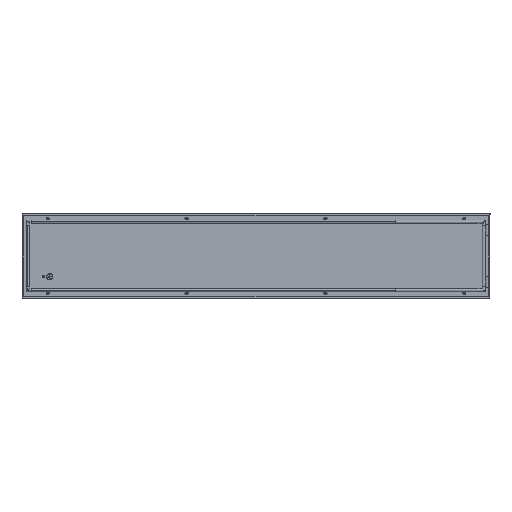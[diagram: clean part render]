
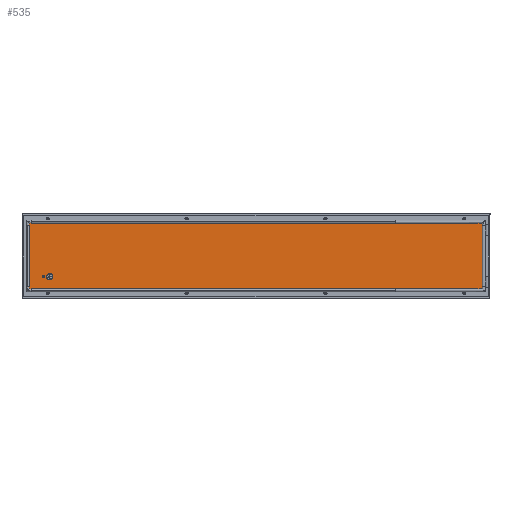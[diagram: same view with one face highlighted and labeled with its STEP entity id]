
A CAD part, top view. The second image highlights one B-rep face of the part: STEP entity #535.
In plain terms, the highlighted planar face has unit normal (0, 0, 1).
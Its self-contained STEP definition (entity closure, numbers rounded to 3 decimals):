
#9 = DIRECTION ( 'NONE',  ( -0.258, -0.966, 0. ) ) ;
#229 = VERTEX_POINT ( 'NONE', #1635 ) ;
#313 = ORIENTED_EDGE ( 'NONE', *, *, #4239, .T. ) ;
#402 = LINE ( 'NONE', #1024, #3928 ) ;
#459 = FACE_BOUND ( 'NONE', #4680, .T. ) ;
#535 = ADVANCED_FACE ( 'NONE', ( #459, #5846, #1143 ), #3877, .T. ) ;
#536 = DIRECTION ( 'NONE',  ( 0., -1., 0. ) ) ;
#799 = LINE ( 'NONE', #7415, #6573 ) ;
#842 = EDGE_CURVE ( 'NONE', #5044, #7341, #4185, .T. ) ;
#891 = LINE ( 'NONE', #4330, #5998 ) ;
#988 = CARTESIAN_POINT ( 'NONE',  ( -1057.46, 153.5, 0. ) ) ;
#1009 = CARTESIAN_POINT ( 'NONE',  ( -970., -97.5, 0. ) ) ;
#1020 = VERTEX_POINT ( 'NONE', #3393 ) ;
#1024 = CARTESIAN_POINT ( 'NONE',  ( -1057.46, -153.5, 0. ) ) ;
#1032 = ORIENTED_EDGE ( 'NONE', *, *, #4351, .F. ) ;
#1058 = EDGE_CURVE ( 'NONE', #2436, #5180, #4344, .T. ) ;
#1111 = ORIENTED_EDGE ( 'NONE', *, *, #2517, .T. ) ;
#1143 = FACE_OUTER_BOUND ( 'NONE', #8620, .T. ) ;
#1176 = ORIENTED_EDGE ( 'NONE', *, *, #842, .F. ) ;
#1185 = LINE ( 'NONE', #5935, #4756 ) ;
#1218 = CIRCLE ( 'NONE', #2500, 2.65 ) ;
#1229 = DIRECTION ( 'NONE',  ( 0., -1., 0. ) ) ;
#1318 = EDGE_CURVE ( 'NONE', #7341, #1020, #7900, .T. ) ;
#1403 = AXIS2_PLACEMENT_3D ( 'NONE', #6472, #2460, #3660 ) ;
#1404 = LINE ( 'NONE', #7503, #6437 ) ;
#1452 = DIRECTION ( 'NONE',  ( 0., 1., 0. ) ) ;
#1527 = CARTESIAN_POINT ( 'NONE',  ( -1065.46, -153.5, 0. ) ) ;
#1574 = CARTESIAN_POINT ( 'NONE',  ( 1062.54, -168.3, 0. ) ) ;
#1592 = EDGE_CURVE ( 'NONE', #229, #5112, #4853, .T. ) ;
#1635 = CARTESIAN_POINT ( 'NONE',  ( 1062.54, 153.5, 0. ) ) ;
#1702 = CARTESIAN_POINT ( 'NONE',  ( -1000.685, -100.06, 0. ) ) ;
#1777 = ORIENTED_EDGE ( 'NONE', *, *, #6585, .T. ) ;
#1827 = VECTOR ( 'NONE', #5515, 1000. ) ;
#1857 = AXIS2_PLACEMENT_3D ( 'NONE', #4585, #8561, #2625 ) ;
#1959 = CARTESIAN_POINT ( 'NONE',  ( -1065.46, 153.5, 0. ) ) ;
#2144 = CARTESIAN_POINT ( 'NONE',  ( -1065.46, 0., 0. ) ) ;
#2166 = LINE ( 'NONE', #1574, #2559 ) ;
#2174 = VERTEX_POINT ( 'NONE', #8188 ) ;
#2436 = VERTEX_POINT ( 'NONE', #4822 ) ;
#2460 = DIRECTION ( 'NONE',  ( 0., 0., 1. ) ) ;
#2500 = AXIS2_PLACEMENT_3D ( 'NONE', #2702, #7969, #9 ) ;
#2517 = EDGE_CURVE ( 'NONE', #4424, #3432, #799, .T. ) ;
#2559 = VECTOR ( 'NONE', #8318, 1000. ) ;
#2614 = CARTESIAN_POINT ( 'NONE',  ( 1062.54, 145.5, 0. ) ) ;
#2625 = DIRECTION ( 'NONE',  ( -0.258, -0.966, 0. ) ) ;
#2684 = ORIENTED_EDGE ( 'NONE', *, *, #5717, .T. ) ;
#2698 = CIRCLE ( 'NONE', #4386, 15. ) ;
#2702 = CARTESIAN_POINT ( 'NONE',  ( -1000., -97.5, 0. ) ) ;
#2750 = EDGE_CURVE ( 'NONE', #2174, #5112, #8050, .T. ) ;
#2799 = ORIENTED_EDGE ( 'NONE', *, *, #4714, .F. ) ;
#3024 = DIRECTION ( 'NONE',  ( 1., 0., 0. ) ) ;
#3063 = EDGE_CURVE ( 'NONE', #4709, #4683, #891, .T. ) ;
#3183 = CARTESIAN_POINT ( 'NONE',  ( -1057.46, 153.5, 0. ) ) ;
#3224 = AXIS2_PLACEMENT_3D ( 'NONE', #6542, #5891, #8545 ) ;
#3271 = DIRECTION ( 'NONE',  ( 0., 1., 0. ) ) ;
#3393 = CARTESIAN_POINT ( 'NONE',  ( 654.54, 153.5, 0. ) ) ;
#3432 = VERTEX_POINT ( 'NONE', #4554 ) ;
#3574 = EDGE_CURVE ( 'NONE', #2436, #5044, #1185, .T. ) ;
#3660 = DIRECTION ( 'NONE',  ( 0., -1., 0. ) ) ;
#3661 = VECTOR ( 'NONE', #3024, 1000. ) ;
#3803 = DIRECTION ( 'NONE',  ( 0., 0., 1. ) ) ;
#3877 = PLANE ( 'NONE',  #3224 ) ;
#3928 = VECTOR ( 'NONE', #8452, 1000. ) ;
#4151 = EDGE_CURVE ( 'NONE', #3432, #4709, #402, .T. ) ;
#4185 = LINE ( 'NONE', #8211, #8271 ) ;
#4238 = EDGE_CURVE ( 'NONE', #6274, #8568, #1218, .T. ) ;
#4239 = EDGE_CURVE ( 'NONE', #5180, #4424, #4659, .T. ) ;
#4330 = CARTESIAN_POINT ( 'NONE',  ( 654.54, -153.5, 0. ) ) ;
#4344 = LINE ( 'NONE', #2144, #7131 ) ;
#4351 = EDGE_CURVE ( 'NONE', #1020, #229, #1404, .T. ) ;
#4353 = ORIENTED_EDGE ( 'NONE', *, *, #4151, .T. ) ;
#4386 = AXIS2_PLACEMENT_3D ( 'NONE', #1009, #3803, #536 ) ;
#4424 = VERTEX_POINT ( 'NONE', #1527 ) ;
#4548 = EDGE_LOOP ( 'NONE', ( #2684, #6977 ) ) ;
#4554 = CARTESIAN_POINT ( 'NONE',  ( -1057.46, -153.5, 0. ) ) ;
#4569 = CARTESIAN_POINT ( 'NONE',  ( -1065.46, -145.5, 0. ) ) ;
#4585 = CARTESIAN_POINT ( 'NONE',  ( -1000., -97.5, 0. ) ) ;
#4659 = LINE ( 'NONE', #4569, #4767 ) ;
#4680 = EDGE_LOOP ( 'NONE', ( #8028, #2799 ) ) ;
#4683 = VERTEX_POINT ( 'NONE', #5723 ) ;
#4703 = DIRECTION ( 'NONE',  ( 1., 0., 0. ) ) ;
#4709 = VERTEX_POINT ( 'NONE', #7666 ) ;
#4714 = EDGE_CURVE ( 'NONE', #6100, #5826, #5238, .T. ) ;
#4756 = VECTOR ( 'NONE', #1452, 1000. ) ;
#4767 = VECTOR ( 'NONE', #1229, 1000. ) ;
#4783 = DIRECTION ( 'NONE',  ( 1., 0., 0. ) ) ;
#4822 = CARTESIAN_POINT ( 'NONE',  ( -1065.46, 145.5, 0. ) ) ;
#4853 = LINE ( 'NONE', #5595, #1827 ) ;
#4958 = DIRECTION ( 'NONE',  ( 1., 0., 0. ) ) ;
#5044 = VERTEX_POINT ( 'NONE', #1959 ) ;
#5112 = VERTEX_POINT ( 'NONE', #2614 ) ;
#5180 = VERTEX_POINT ( 'NONE', #7385 ) ;
#5238 = CIRCLE ( 'NONE', #1403, 15. ) ;
#5240 = CARTESIAN_POINT ( 'NONE',  ( -970., -112.5, 0. ) ) ;
#5471 = ORIENTED_EDGE ( 'NONE', *, *, #1318, .F. ) ;
#5515 = DIRECTION ( 'NONE',  ( 0., -1., 0. ) ) ;
#5595 = CARTESIAN_POINT ( 'NONE',  ( 1062.54, 168.3, 0. ) ) ;
#5644 = DIRECTION ( 'NONE',  ( 1., 0., 0. ) ) ;
#5717 = EDGE_CURVE ( 'NONE', #8568, #6274, #8316, .T. ) ;
#5723 = CARTESIAN_POINT ( 'NONE',  ( 1062.54, -153.5, 0. ) ) ;
#5731 = ORIENTED_EDGE ( 'NONE', *, *, #2750, .T. ) ;
#5826 = VERTEX_POINT ( 'NONE', #8197 ) ;
#5846 = FACE_BOUND ( 'NONE', #4548, .T. ) ;
#5891 = DIRECTION ( 'NONE',  ( 0., 0., 1. ) ) ;
#5935 = CARTESIAN_POINT ( 'NONE',  ( -1065.46, 145.5, 0. ) ) ;
#5998 = VECTOR ( 'NONE', #4958, 1000. ) ;
#6100 = VERTEX_POINT ( 'NONE', #5240 ) ;
#6274 = VERTEX_POINT ( 'NONE', #6903 ) ;
#6437 = VECTOR ( 'NONE', #4783, 1000. ) ;
#6472 = CARTESIAN_POINT ( 'NONE',  ( -970., -97.5, 0. ) ) ;
#6542 = CARTESIAN_POINT ( 'NONE',  ( 0., 0., 0. ) ) ;
#6573 = VECTOR ( 'NONE', #4703, 1000. ) ;
#6585 = EDGE_CURVE ( 'NONE', #4683, #2174, #2166, .T. ) ;
#6628 = EDGE_CURVE ( 'NONE', #5826, #6100, #2698, .T. ) ;
#6903 = CARTESIAN_POINT ( 'NONE',  ( -999.315, -94.94, 0. ) ) ;
#6957 = DIRECTION ( 'NONE',  ( 0., -1., 0. ) ) ;
#6977 = ORIENTED_EDGE ( 'NONE', *, *, #4238, .T. ) ;
#7131 = VECTOR ( 'NONE', #6957, 1000. ) ;
#7341 = VERTEX_POINT ( 'NONE', #3183 ) ;
#7385 = CARTESIAN_POINT ( 'NONE',  ( -1065.46, -145.5, 0. ) ) ;
#7406 = CARTESIAN_POINT ( 'NONE',  ( 1062.54, -145.5, 0. ) ) ;
#7415 = CARTESIAN_POINT ( 'NONE',  ( -1080.26, -153.5, 0. ) ) ;
#7486 = ORIENTED_EDGE ( 'NONE', *, *, #3063, .T. ) ;
#7503 = CARTESIAN_POINT ( 'NONE',  ( 654.54, 153.5, 0. ) ) ;
#7517 = ORIENTED_EDGE ( 'NONE', *, *, #1592, .F. ) ;
#7620 = ORIENTED_EDGE ( 'NONE', *, *, #3574, .F. ) ;
#7666 = CARTESIAN_POINT ( 'NONE',  ( 654.54, -153.5, 0. ) ) ;
#7900 = LINE ( 'NONE', #988, #3661 ) ;
#7969 = DIRECTION ( 'NONE',  ( 0., 0., -1. ) ) ;
#8013 = ORIENTED_EDGE ( 'NONE', *, *, #1058, .T. ) ;
#8028 = ORIENTED_EDGE ( 'NONE', *, *, #6628, .F. ) ;
#8050 = LINE ( 'NONE', #7406, #8104 ) ;
#8104 = VECTOR ( 'NONE', #3271, 1000. ) ;
#8188 = CARTESIAN_POINT ( 'NONE',  ( 1062.54, -145.5, 0. ) ) ;
#8197 = CARTESIAN_POINT ( 'NONE',  ( -970., -82.5, 0. ) ) ;
#8211 = CARTESIAN_POINT ( 'NONE',  ( -1080.26, 153.5, 0. ) ) ;
#8271 = VECTOR ( 'NONE', #5644, 1000. ) ;
#8316 = CIRCLE ( 'NONE', #1857, 2.65 ) ;
#8318 = DIRECTION ( 'NONE',  ( 0., 1., 0. ) ) ;
#8452 = DIRECTION ( 'NONE',  ( 1., 0., 0. ) ) ;
#8545 = DIRECTION ( 'NONE',  ( 1., 0., 0. ) ) ;
#8561 = DIRECTION ( 'NONE',  ( 0., 0., -1. ) ) ;
#8568 = VERTEX_POINT ( 'NONE', #1702 ) ;
#8620 = EDGE_LOOP ( 'NONE', ( #7486, #1777, #5731, #7517, #1032, #5471, #1176, #7620, #8013, #313, #1111, #4353 ) ) ;
